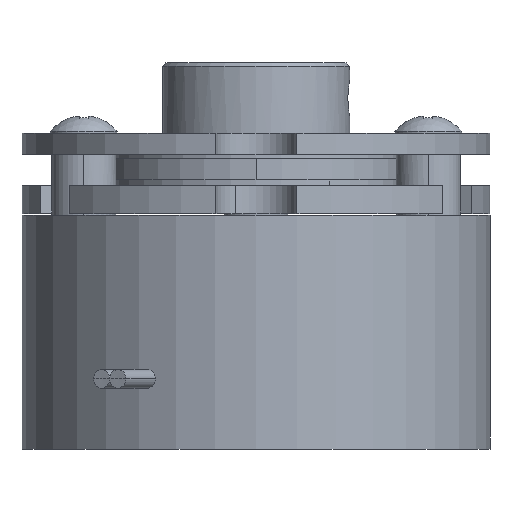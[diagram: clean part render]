
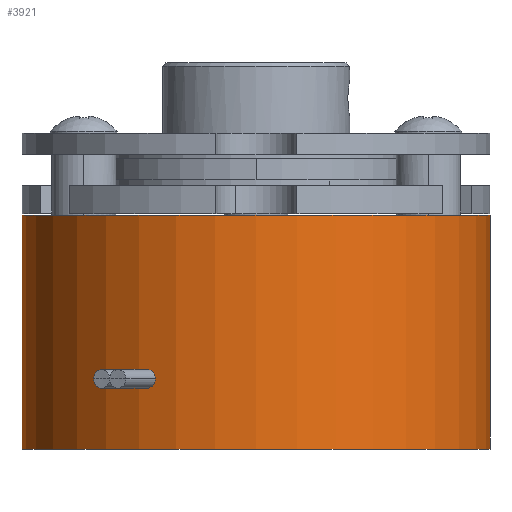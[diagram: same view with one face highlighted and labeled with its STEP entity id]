
A CAD part, front view. The second image highlights one B-rep face of the part: STEP entity #3921.
In plain terms, the highlighted cylindrical face has radius 20 mm (diameter 40 mm), a partial arc.
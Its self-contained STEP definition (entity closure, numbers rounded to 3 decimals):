
#55 = CARTESIAN_POINT ( 'NONE',  ( -20., 0., -5.2 ) ) ;
#169 = AXIS2_PLACEMENT_3D ( 'NONE', #216, #223, #248 ) ;
#170 = CIRCLE ( 'NONE', #169, 20. ) ;
#172 = CARTESIAN_POINT ( 'NONE',  ( -20., 0., -25.2 ) ) ;
#173 = DIRECTION ( 'NONE',  ( 0., 0., -1. ) ) ;
#174 = VECTOR ( 'NONE', #173, 1000. ) ;
#175 = CARTESIAN_POINT ( 'NONE',  ( -20., 0., -5.2 ) ) ;
#176 = LINE ( 'NONE', #175, #174 ) ;
#215 = VECTOR ( 'NONE', #249, 1000. ) ;
#216 = CARTESIAN_POINT ( 'NONE',  ( 0., 0., -25.2 ) ) ;
#218 = DIRECTION ( 'NONE',  ( 1., 0., 0. ) ) ;
#219 = DIRECTION ( 'NONE',  ( 0., 0., -1. ) ) ;
#223 = DIRECTION ( 'NONE',  ( 0., 0., 1. ) ) ;
#224 = FACE_OUTER_BOUND ( 'NONE', #3863, .T. ) ;
#232 = CARTESIAN_POINT ( 'NONE',  ( 20., 0., -5.2 ) ) ;
#234 = CARTESIAN_POINT ( 'NONE',  ( 20., 0., -25.2 ) ) ;
#246 = CARTESIAN_POINT ( 'NONE',  ( 0., 0., -5.2 ) ) ;
#247 = AXIS2_PLACEMENT_3D ( 'NONE', #246, #219, #218 ) ;
#248 = DIRECTION ( 'NONE',  ( -1., 0., 0. ) ) ;
#249 = DIRECTION ( 'NONE',  ( 0., 0., -1. ) ) ;
#250 = CARTESIAN_POINT ( 'NONE',  ( 20., 0., -5.2 ) ) ;
#253 = CYLINDRICAL_SURFACE ( 'NONE', #247, 20. ) ;
#254 = LINE ( 'NONE', #250, #215 ) ;
#265 = CARTESIAN_POINT ( 'NONE',  ( 0., 0., -5.2 ) ) ;
#295 = DIRECTION ( 'NONE',  ( -1., 0., 0. ) ) ;
#299 = DIRECTION ( 'NONE',  ( 0., 0., 1. ) ) ;
#308 = AXIS2_PLACEMENT_3D ( 'NONE', #265, #299, #295 ) ;
#335 = CIRCLE ( 'NONE', #308, 20. ) ;
#3815 = VERTEX_POINT ( 'NONE', #55 ) ;
#3844 = ORIENTED_EDGE ( 'NONE', *, *, #3942, .F. ) ;
#3863 = EDGE_LOOP ( 'NONE', ( #3844, #3919, #3905, #3908 ) ) ;
#3903 = EDGE_CURVE ( 'NONE', #3815, #3904, #176, .T. ) ;
#3904 = VERTEX_POINT ( 'NONE', #172 ) ;
#3905 = ORIENTED_EDGE ( 'NONE', *, *, #3906, .T. ) ;
#3906 = EDGE_CURVE ( 'NONE', #3904, #3907, #170, .T. ) ;
#3907 = VERTEX_POINT ( 'NONE', #234 ) ;
#3908 = ORIENTED_EDGE ( 'NONE', *, *, #3909, .F. ) ;
#3909 = EDGE_CURVE ( 'NONE', #3918, #3907, #254, .T. ) ;
#3918 = VERTEX_POINT ( 'NONE', #232 ) ;
#3919 = ORIENTED_EDGE ( 'NONE', *, *, #3903, .T. ) ;
#3921 = ADVANCED_FACE ( 'NONE', ( #224 ), #253, .T. ) ;
#3942 = EDGE_CURVE ( 'NONE', #3815, #3918, #335, .T. ) ;
